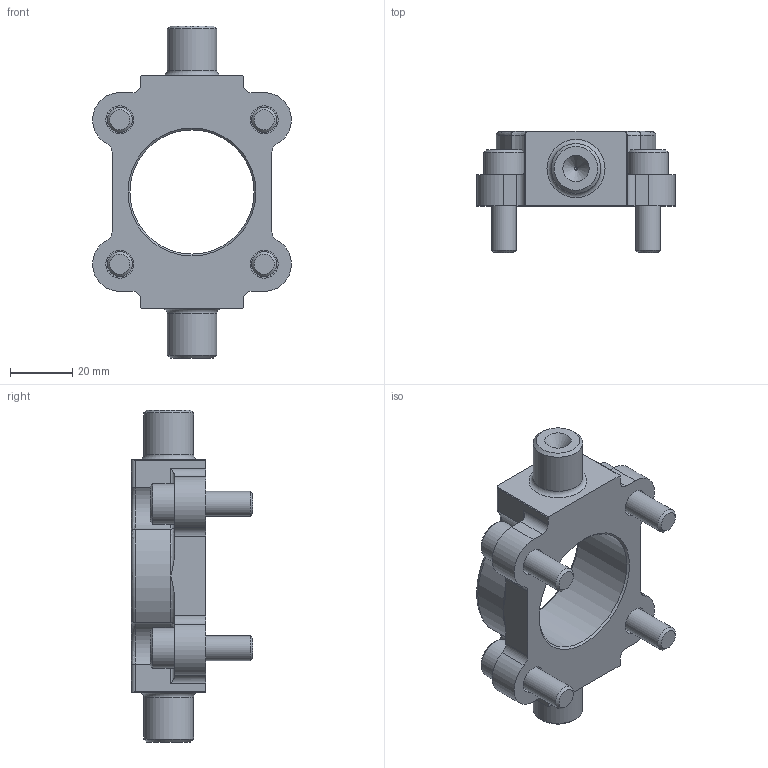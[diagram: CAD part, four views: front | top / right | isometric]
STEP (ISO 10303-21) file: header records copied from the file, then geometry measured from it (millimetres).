
FILE_DESCRIPTION(/* description */ ('STEP AP214'),/* implementation_level */ '2;1');
FILE_NAME(/* name */ '174413_ZNCF-50',/* time_stamp */ '2024-09-10T08:58:13+02:00',/* author */ ('License CC BY-ND 4.0'),/* organization */ ('CADENAS'),/* preprocessor_version */ 'ST-DEVELOPER v19.3',/* originating_system */ 'PARTsolutions',/* authorisation */ ' ');
FILE_SCHEMA (('AUTOMOTIVE_DESIGN {1 0 10303 214 3 1 1}'));
Length unit declared in the file: millimetre
Products named in the file (3): 174413 ZNCF-50; 174413 ZNCF-50---(F); DIN-912 - M8x25(F)
Assembly tree (5 placements, depth 2):
  174413 ZNCF-50
    174413 ZNCF-50---(F)
    DIN-912 - M8x25(F)  x4
Bounding box: 63.94 x 39 x 106.96 mm (x, y, z)
Volume: 62444.9 mm3; surface area: 21311.7 mm2
Topology: 5 solids, 5 shells, 193 faces, 420 edges, 243 vertices
Faces by surface type: plane 84, cone 50, cylinder 41, torus 16, sphere 2
Full cylindrical faces by diameter (mm): 8 x4, 9 x4, 13 x4, 16 x2, 40 x1
Entity records: 3144 total; most frequent: CARTESIAN_POINT 622, DIRECTION 534, ORIENTED_EDGE 460, EDGE_CURVE 230, AXIS2_PLACEMENT_3D 219, VERTEX_POINT 153, FACE_BOUND 147, EDGE_LOOP 146
